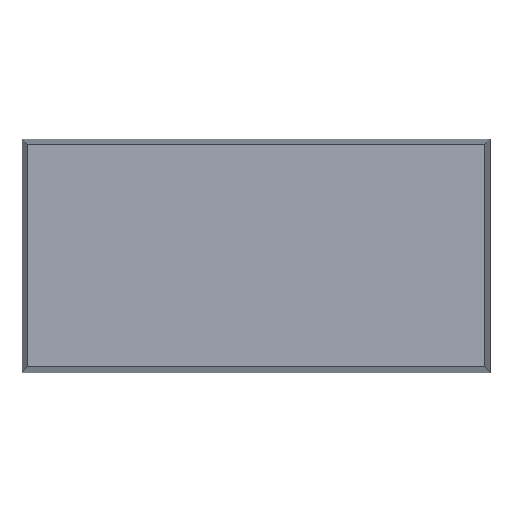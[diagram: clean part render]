
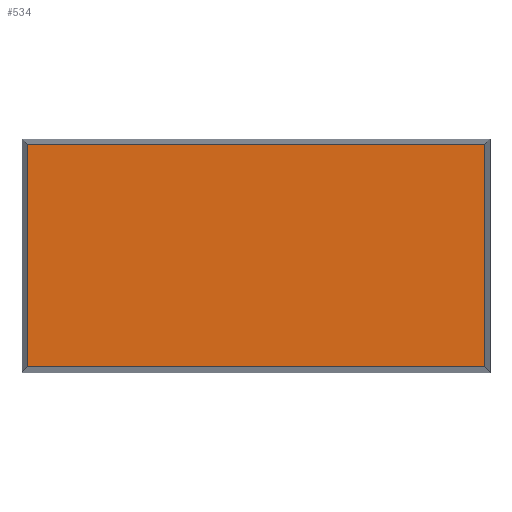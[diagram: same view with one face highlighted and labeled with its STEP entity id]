
A CAD part, top view. The second image highlights one B-rep face of the part: STEP entity #534.
In plain terms, the highlighted planar face has unit normal (0, 0, 1).
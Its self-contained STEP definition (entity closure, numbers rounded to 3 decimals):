
#176 = B_SPLINE_SURFACE_WITH_KNOTS('',1,1,(
    (#177,#178)
    ,(#179,#180)),.UNSPECIFIED.,.F.,.F.,.F.,(2,2),(2,2),(0.,4.),(0.,1.),
  .PIECEWISE_BEZIER_KNOTS.);
#177 = CARTESIAN_POINT('',(-2.,1.,0.8));
#178 = CARTESIAN_POINT('',(-1.95,0.95,1.6));
#179 = CARTESIAN_POINT('',(2.,1.,0.8));
#180 = CARTESIAN_POINT('',(1.95,0.95,1.6));
#247 = B_SPLINE_SURFACE_WITH_KNOTS('',1,1,(
    (#248,#249)
    ,(#250,#251)),.UNSPECIFIED.,.F.,.F.,.F.,(2,2),(2,2),(0.,2.),(0.,1.),
  .PIECEWISE_BEZIER_KNOTS.);
#248 = CARTESIAN_POINT('',(2.,1.,0.8));
#249 = CARTESIAN_POINT('',(1.95,0.95,1.6));
#250 = CARTESIAN_POINT('',(2.,-1.,0.8));
#251 = CARTESIAN_POINT('',(1.95,-0.95,1.6));
#299 = B_SPLINE_SURFACE_WITH_KNOTS('',1,1,(
    (#300,#301)
    ,(#302,#303)),.UNSPECIFIED.,.F.,.F.,.F.,(2,2),(2,2),(0.,4.),(0.,1.),
  .PIECEWISE_BEZIER_KNOTS.);
#300 = CARTESIAN_POINT('',(2.,-1.,0.8));
#301 = CARTESIAN_POINT('',(1.95,-0.95,1.6));
#302 = CARTESIAN_POINT('',(-2.,-1.,0.8));
#303 = CARTESIAN_POINT('',(-1.95,-0.95,1.6));
#330 = B_SPLINE_SURFACE_WITH_KNOTS('',1,1,(
    (#331,#332)
    ,(#333,#334)),.UNSPECIFIED.,.F.,.F.,.F.,(2,2),(2,2),(0.,2.),(0.,1.),
  .PIECEWISE_BEZIER_KNOTS.);
#331 = CARTESIAN_POINT('',(-2.,-1.,0.8));
#332 = CARTESIAN_POINT('',(-1.95,-0.95,1.6));
#333 = CARTESIAN_POINT('',(-2.,1.,0.8));
#334 = CARTESIAN_POINT('',(-1.95,0.95,1.6));
#347 = VERTEX_POINT('',#348);
#348 = CARTESIAN_POINT('',(1.95,0.95,1.6));
#368 = EDGE_CURVE('',#369,#347,#371,.T.);
#369 = VERTEX_POINT('',#370);
#370 = CARTESIAN_POINT('',(-1.95,0.95,1.6));
#371 = SURFACE_CURVE('',#372,(#376,#382),.PCURVE_S1.);
#372 = LINE('',#373,#374);
#373 = CARTESIAN_POINT('',(-1.95,0.95,1.6));
#374 = VECTOR('',#375,1.);
#375 = DIRECTION('',(1.,0.,0.));
#376 = PCURVE('',#176,#377);
#377 = DEFINITIONAL_REPRESENTATION('',(#378),#381);
#378 = B_SPLINE_CURVE_WITH_KNOTS('',1,(#379,#380),.UNSPECIFIED.,.F.,.F.,
  (2,2),(0.,3.9),.PIECEWISE_BEZIER_KNOTS.);
#379 = CARTESIAN_POINT('',(0.,1.));
#380 = CARTESIAN_POINT('',(4.,1.));
#381 = ( GEOMETRIC_REPRESENTATION_CONTEXT(2) 
PARAMETRIC_REPRESENTATION_CONTEXT() REPRESENTATION_CONTEXT('2D SPACE',''
  ) );
#382 = PCURVE('',#383,#388);
#383 = PLANE('',#384);
#384 = AXIS2_PLACEMENT_3D('',#385,#386,#387);
#385 = CARTESIAN_POINT('',(0.,0.,1.6));
#386 = DIRECTION('',(-0.,-0.,-1.));
#387 = DIRECTION('',(-1.,0.,0.));
#388 = DEFINITIONAL_REPRESENTATION('',(#389),#393);
#389 = LINE('',#390,#391);
#390 = CARTESIAN_POINT('',(1.95,0.95));
#391 = VECTOR('',#392,1.);
#392 = DIRECTION('',(-1.,0.));
#393 = ( GEOMETRIC_REPRESENTATION_CONTEXT(2) 
PARAMETRIC_REPRESENTATION_CONTEXT() REPRESENTATION_CONTEXT('2D SPACE',''
  ) );
#420 = VERTEX_POINT('',#421);
#421 = CARTESIAN_POINT('',(1.95,-0.95,1.6));
#441 = EDGE_CURVE('',#347,#420,#442,.T.);
#442 = SURFACE_CURVE('',#443,(#447,#453),.PCURVE_S1.);
#443 = LINE('',#444,#445);
#444 = CARTESIAN_POINT('',(1.95,0.95,1.6));
#445 = VECTOR('',#446,1.);
#446 = DIRECTION('',(0.,-1.,0.));
#447 = PCURVE('',#247,#448);
#448 = DEFINITIONAL_REPRESENTATION('',(#449),#452);
#449 = B_SPLINE_CURVE_WITH_KNOTS('',1,(#450,#451),.UNSPECIFIED.,.F.,.F.,
  (2,2),(0.,1.9),.PIECEWISE_BEZIER_KNOTS.);
#450 = CARTESIAN_POINT('',(0.,1.));
#451 = CARTESIAN_POINT('',(2.,1.));
#452 = ( GEOMETRIC_REPRESENTATION_CONTEXT(2) 
PARAMETRIC_REPRESENTATION_CONTEXT() REPRESENTATION_CONTEXT('2D SPACE',''
  ) );
#453 = PCURVE('',#383,#454);
#454 = DEFINITIONAL_REPRESENTATION('',(#455),#459);
#455 = LINE('',#456,#457);
#456 = CARTESIAN_POINT('',(-1.95,0.95));
#457 = VECTOR('',#458,1.);
#458 = DIRECTION('',(0.,-1.));
#459 = ( GEOMETRIC_REPRESENTATION_CONTEXT(2) 
PARAMETRIC_REPRESENTATION_CONTEXT() REPRESENTATION_CONTEXT('2D SPACE',''
  ) );
#467 = VERTEX_POINT('',#468);
#468 = CARTESIAN_POINT('',(-1.95,-0.95,1.6));
#488 = EDGE_CURVE('',#420,#467,#489,.T.);
#489 = SURFACE_CURVE('',#490,(#494,#500),.PCURVE_S1.);
#490 = LINE('',#491,#492);
#491 = CARTESIAN_POINT('',(1.95,-0.95,1.6));
#492 = VECTOR('',#493,1.);
#493 = DIRECTION('',(-1.,0.,0.));
#494 = PCURVE('',#299,#495);
#495 = DEFINITIONAL_REPRESENTATION('',(#496),#499);
#496 = B_SPLINE_CURVE_WITH_KNOTS('',1,(#497,#498),.UNSPECIFIED.,.F.,.F.,
  (2,2),(0.,3.9),.PIECEWISE_BEZIER_KNOTS.);
#497 = CARTESIAN_POINT('',(0.,1.));
#498 = CARTESIAN_POINT('',(4.,1.));
#499 = ( GEOMETRIC_REPRESENTATION_CONTEXT(2) 
PARAMETRIC_REPRESENTATION_CONTEXT() REPRESENTATION_CONTEXT('2D SPACE',''
  ) );
#500 = PCURVE('',#383,#501);
#501 = DEFINITIONAL_REPRESENTATION('',(#502),#506);
#502 = LINE('',#503,#504);
#503 = CARTESIAN_POINT('',(-1.95,-0.95));
#504 = VECTOR('',#505,1.);
#505 = DIRECTION('',(1.,0.));
#506 = ( GEOMETRIC_REPRESENTATION_CONTEXT(2) 
PARAMETRIC_REPRESENTATION_CONTEXT() REPRESENTATION_CONTEXT('2D SPACE',''
  ) );
#514 = EDGE_CURVE('',#467,#369,#515,.T.);
#515 = SURFACE_CURVE('',#516,(#520,#526),.PCURVE_S1.);
#516 = LINE('',#517,#518);
#517 = CARTESIAN_POINT('',(-1.95,-0.95,1.6));
#518 = VECTOR('',#519,1.);
#519 = DIRECTION('',(0.,1.,0.));
#520 = PCURVE('',#330,#521);
#521 = DEFINITIONAL_REPRESENTATION('',(#522),#525);
#522 = B_SPLINE_CURVE_WITH_KNOTS('',1,(#523,#524),.UNSPECIFIED.,.F.,.F.,
  (2,2),(0.,1.9),.PIECEWISE_BEZIER_KNOTS.);
#523 = CARTESIAN_POINT('',(0.,1.));
#524 = CARTESIAN_POINT('',(2.,1.));
#525 = ( GEOMETRIC_REPRESENTATION_CONTEXT(2) 
PARAMETRIC_REPRESENTATION_CONTEXT() REPRESENTATION_CONTEXT('2D SPACE',''
  ) );
#526 = PCURVE('',#383,#527);
#527 = DEFINITIONAL_REPRESENTATION('',(#528),#532);
#528 = LINE('',#529,#530);
#529 = CARTESIAN_POINT('',(1.95,-0.95));
#530 = VECTOR('',#531,1.);
#531 = DIRECTION('',(0.,1.));
#532 = ( GEOMETRIC_REPRESENTATION_CONTEXT(2) 
PARAMETRIC_REPRESENTATION_CONTEXT() REPRESENTATION_CONTEXT('2D SPACE',''
  ) );
#534 = ADVANCED_FACE('',(#535),#383,.F.);
#535 = FACE_BOUND('',#536,.F.);
#536 = EDGE_LOOP('',(#537,#538,#539,#540));
#537 = ORIENTED_EDGE('',*,*,#368,.T.);
#538 = ORIENTED_EDGE('',*,*,#441,.T.);
#539 = ORIENTED_EDGE('',*,*,#488,.T.);
#540 = ORIENTED_EDGE('',*,*,#514,.T.);
